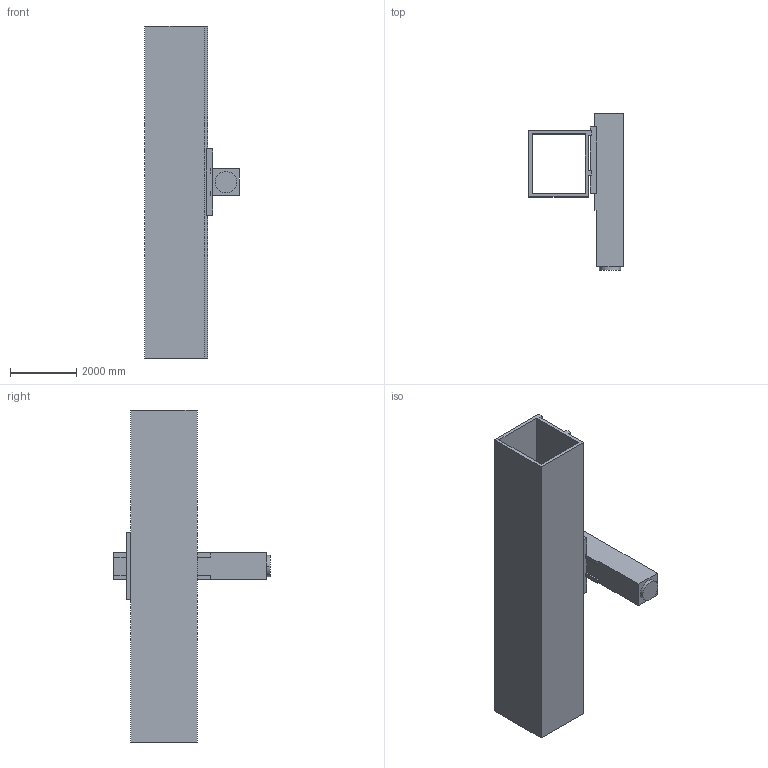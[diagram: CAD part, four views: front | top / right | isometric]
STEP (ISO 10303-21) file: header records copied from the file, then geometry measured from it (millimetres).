
FILE_DESCRIPTION (( 'STEP AP203' ), '1' );
FILE_NAME ('jc.STEP', '2024-05-15T09:57:57', ( '' ), ( '' ), 'SwSTEP 2.0', 'SolidWorks 2021', '' );
FILE_SCHEMA (( 'CONFIG_CONTROL_DESIGN' ));
Length unit declared in the file: millimetre
Products named in the file (4): jc.sldasm-Part-3; jc; jc.sldasm-Part-2; jc.sldasm-Part-1
Assembly tree (3 placements, depth 2):
  jc
    jc.sldasm-Part-1
    jc.sldasm-Part-2
    jc.sldasm-Part-3
Bounding box: 2850 x 4700 x 10000 mm (x, y, z)
Volume: 9179601752.1 mm3; surface area: 189087660.5 mm2
Topology: 3 solids, 3 shells, 58 faces, 150 edges, 100 vertices
Faces by surface type: plane 56, cylinder 2
Entity records: 2156 total; most frequent: CARTESIAN_POINT 314, ORIENTED_EDGE 300, DIRECTION 282, EDGE_CURVE 150, LINE 146, VECTOR 146, VERTEX_POINT 100, AXIS2_PLACEMENT_3D 68
